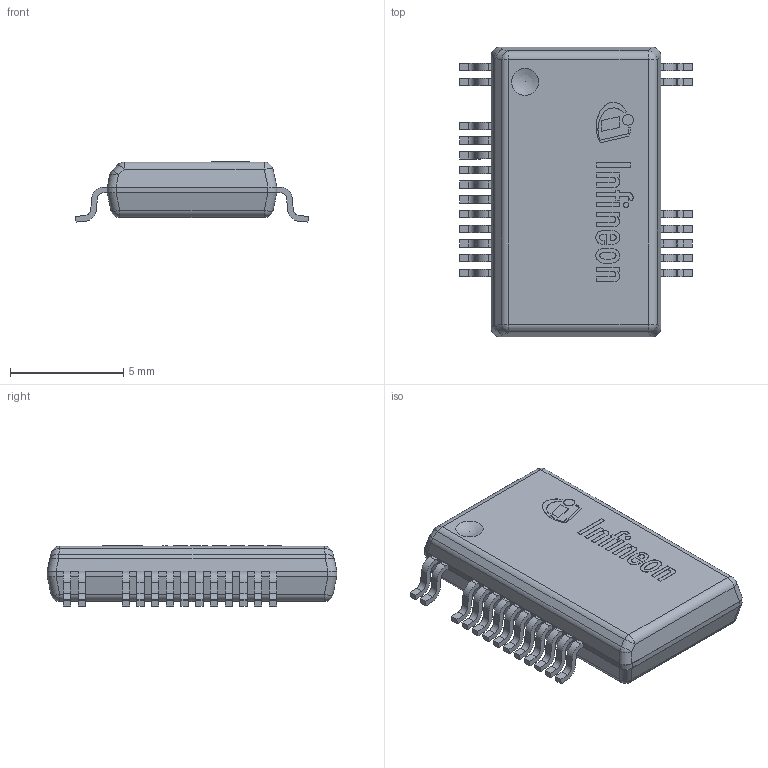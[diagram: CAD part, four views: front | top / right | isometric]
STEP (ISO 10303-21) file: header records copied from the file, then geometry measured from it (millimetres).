
FILE_DESCRIPTION(/* description */ (''),/* implementation_level */ '2;1');
FILE_NAME(/* name */ 'PG-DSO-20-92_Z8B00196268_V03_3D.stp',/* time_stamp */ '2021-11-24T18:05:40+06:00',/* author */ ('janartha'),/* organization */ (''),/* preprocessor_version */ 'ST-DEVELOPER v16.13',/* originating_system */ 'AutoCAD Mechanical',/* authorisation */ '');
FILE_SCHEMA (('AUTOMOTIVE_DESIGN { 1 0 10303 214 3 1 1 }'));
Length unit declared in the file: millimetre
Products named in the file (1): Product
Bounding box: 10.3 x 12.8 x 2.66 mm (x, y, z)
Volume: 225.2 mm3; surface area: 713.4 mm2
Topology: 36 solids, 36 shells, 458 faces, 1126 edges, 740 vertices
Faces by surface type: plane 312, cylinder 111, bspline 23, sphere 10, torus 2
Full cylindrical faces by diameter (mm): 0.241 x1, 0.482 x1, 1.2 x2, 1.5 x1, 2.4 x1
Entity records: 13738 total; most frequent: CARTESIAN_POINT 2906, ORIENTED_EDGE 2230, DIRECTION 2171, EDGE_CURVE 1115, LINE 845, VECTOR 845, VERTEX_POINT 740, AXIS2_PLACEMENT_3D 663
